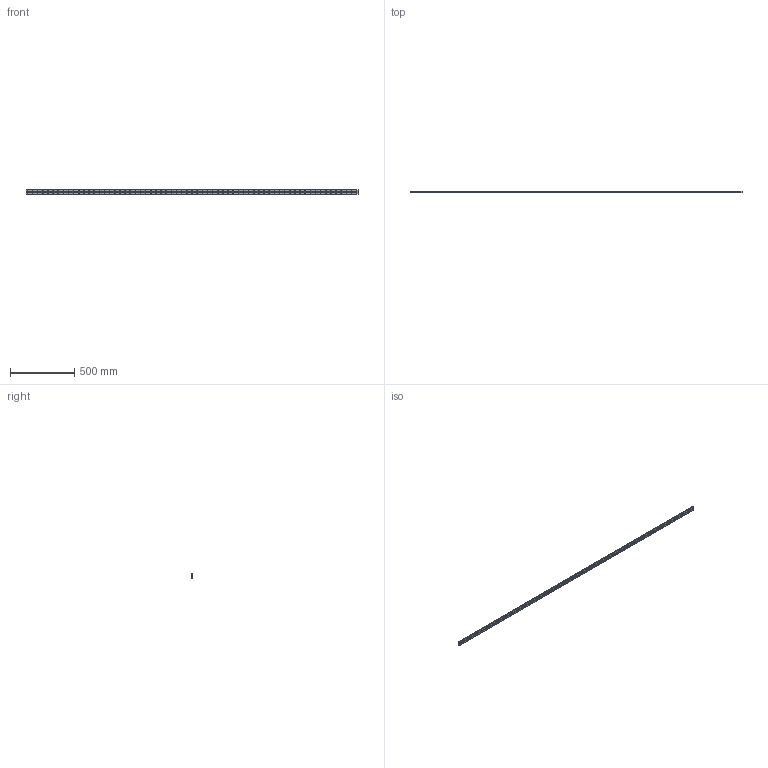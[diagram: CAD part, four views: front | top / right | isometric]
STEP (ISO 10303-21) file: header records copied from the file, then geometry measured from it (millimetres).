
FILE_DESCRIPTION (( 'STEP AP214' ), '1' );
FILE_NAME ('HRW17CA1UU-2580LT_G10_0_PB107_1264-6_0_0_0_1.STEP', '2021-07-01T12:23:08', ( '' ), ( '' ), 'SwSTEP 2.0', 'SolidWorks 2021', '' );
FILE_SCHEMA (( 'AUTOMOTIVE_DESIGN' ));
Length unit declared in the file: millimetre
Products named in the file (2): HRW17CA1UU-2580LT_G10_0_PB107_1264-6_0_0_0_1; _HRW17CA258010 Track
Assembly tree (1 placements, depth 2):
  HRW17CA1UU-2580LT_G10_0_PB107_1264-6_0_0_0_1
    _HRW17CA258010 Track
Bounding box: 2580 x 9 x 33 mm (x, y, z)
Volume: 668353.6 mm3; surface area: 243385.7 mm2
Topology: 1 solids, 1 shells, 708 faces, 1728 edges, 1152 vertices
Faces by surface type: cylinder 524, plane 184
Entity records: 21966 total; most frequent: DIRECTION 4200, CARTESIAN_POINT 3592, ORIENTED_EDGE 3456, AXIS2_PLACEMENT_3D 1760, EDGE_CURVE 1728, VERTEX_POINT 1152, EDGE_LOOP 1098, CIRCLE 1048
